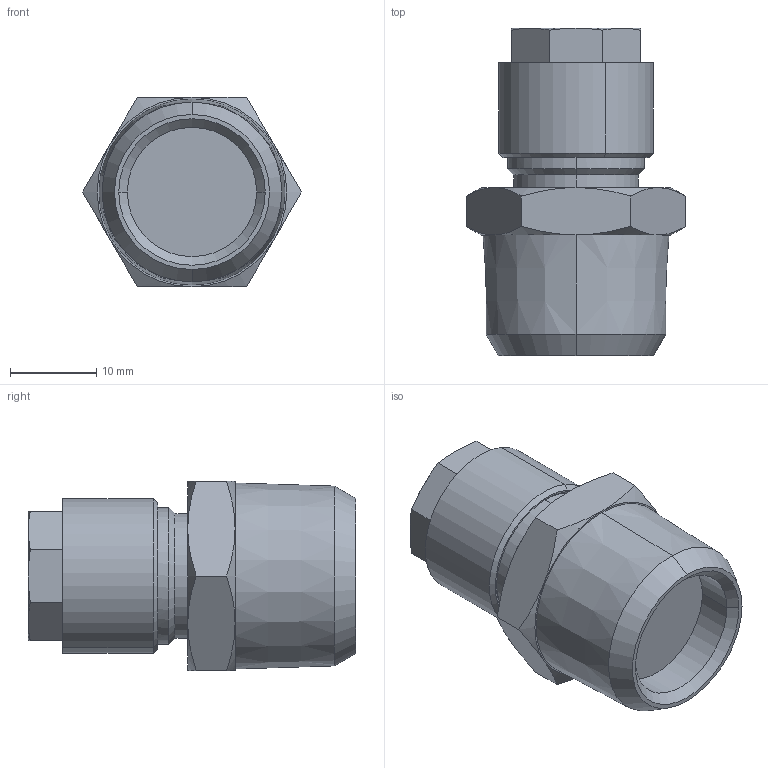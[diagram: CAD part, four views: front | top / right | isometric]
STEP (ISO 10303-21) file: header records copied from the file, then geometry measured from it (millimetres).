
FILE_DESCRIPTION (( 'STEP AP214' ), '1' );
FILE_NAME ('0100000015.step', '2012-09-28T13:17:15', ( '' ), ( '' ), 'SwSTEP 2.0', 'SolidWorks 2012', '' );
FILE_SCHEMA (( 'AUTOMOTIVE_DESIGN' ));
Length unit declared in the file: millimetre
Products named in the file (1): 0100000015
Bounding box: 25.4 x 38 x 22 mm (x, y, z)
Volume: 10034.9 mm3; surface area: 3633 mm2
Topology: 1 solids, 2 shells, 71 faces, 150 edges, 89 vertices
Faces by surface type: cone 33, plane 24, cylinder 12, torus 2
Entity records: 2808 total; most frequent: CARTESIAN_POINT 503, DIRECTION 317, ORIENTED_EDGE 300, EDGE_CURVE 150, AXIS2_PLACEMENT_3D 135, VERTEX_POINT 89, EDGE_LOOP 77, UNCERTAINTY_MEASURE_WITH_UNIT 74
